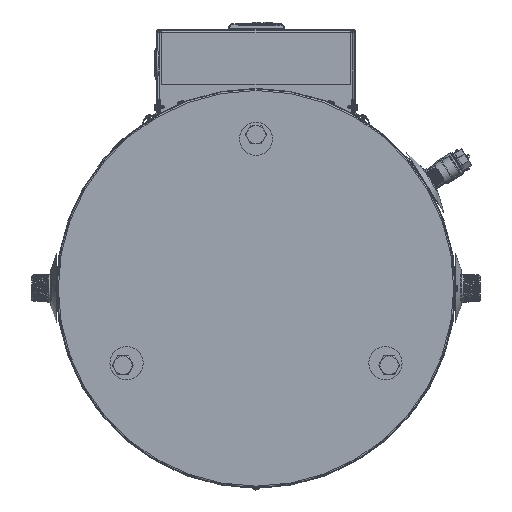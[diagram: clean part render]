
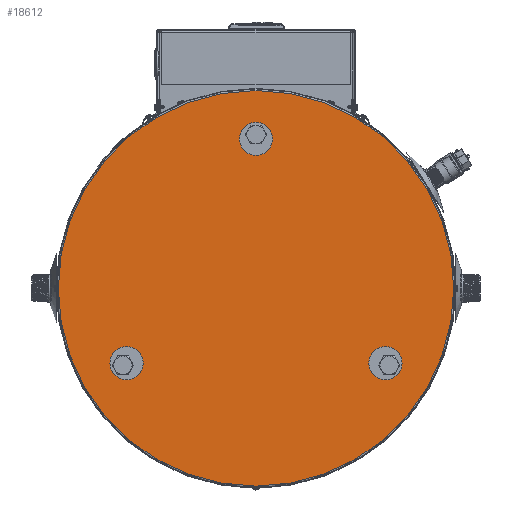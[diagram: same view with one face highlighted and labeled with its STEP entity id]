
A CAD part, front view. The second image highlights one B-rep face of the part: STEP entity #18612.
In plain terms, the highlighted planar face has unit normal (0, -1, 0).
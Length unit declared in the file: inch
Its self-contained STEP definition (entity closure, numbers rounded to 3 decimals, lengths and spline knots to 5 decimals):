
#4708 = FACE_OUTER_BOUND ( 'NONE', #84415, .T. ) ;
#8911 = CARTESIAN_POINT ( 'NONE',  ( 0., 1.47, 0. ) ) ;
#18612 = ADVANCED_FACE ( 'NONE', ( #51755, #61349, #117219, #4708 ), #85604, .F. ) ;
#18685 = AXIS2_PLACEMENT_3D ( 'NONE', #8911, #110350, #54485 ) ;
#23061 = CIRCLE ( 'NONE', #18685, 11.905 ) ;
#27002 = CARTESIAN_POINT ( 'NONE',  ( -8.79423, 1.47, -4.5 ) ) ;
#28384 = AXIS2_PLACEMENT_3D ( 'NONE', #104559, #59030, #47972 ) ;
#40206 = VERTEX_POINT ( 'NONE', #27002 ) ;
#42047 = VERTEX_POINT ( 'NONE', #131677 ) ;
#47972 = DIRECTION ( 'NONE',  ( -1., 0., 0. ) ) ;
#51688 = CIRCLE ( 'NONE', #124412, 1. ) ;
#51755 = FACE_BOUND ( 'NONE', #134949, .T. ) ;
#51955 = ORIENTED_EDGE ( 'NONE', *, *, #144442, .T. ) ;
#54422 = DIRECTION ( 'NONE',  ( -1., 0., 0. ) ) ;
#54485 = DIRECTION ( 'NONE',  ( 1., 0., 0. ) ) ;
#57840 = EDGE_CURVE ( 'NONE', #40206, #40206, #91879, .T. ) ;
#59030 = DIRECTION ( 'NONE',  ( 0., 1., 0. ) ) ;
#60294 = EDGE_LOOP ( 'NONE', ( #118817 ) ) ;
#61120 = CIRCLE ( 'NONE', #94024, 1. ) ;
#61349 = FACE_BOUND ( 'NONE', #60294, .T. ) ;
#65200 = ORIENTED_EDGE ( 'NONE', *, *, #87205, .T. ) ;
#76409 = VERTEX_POINT ( 'NONE', #135152 ) ;
#76449 = CARTESIAN_POINT ( 'NONE',  ( 0., 1.47, 9. ) ) ;
#83413 = DIRECTION ( 'NONE',  ( 0., 1., 0. ) ) ;
#84415 = EDGE_LOOP ( 'NONE', ( #51955 ) ) ;
#84953 = AXIS2_PLACEMENT_3D ( 'NONE', #128213, #83413, #140655 ) ;
#85604 = PLANE ( 'NONE',  #84953 ) ;
#87205 = EDGE_CURVE ( 'NONE', #42047, #42047, #51688, .T. ) ;
#91879 = CIRCLE ( 'NONE', #28384, 1. ) ;
#94024 = AXIS2_PLACEMENT_3D ( 'NONE', #76449, #110290, #54422 ) ;
#99597 = VERTEX_POINT ( 'NONE', #143682 ) ;
#100713 = CARTESIAN_POINT ( 'NONE',  ( 7.79423, 1.47, -4.5 ) ) ;
#104559 = CARTESIAN_POINT ( 'NONE',  ( -7.79423, 1.47, -4.5 ) ) ;
#110290 = DIRECTION ( 'NONE',  ( 0., 1., 0. ) ) ;
#110350 = DIRECTION ( 'NONE',  ( 0., -1., 0. ) ) ;
#111070 = DIRECTION ( 'NONE',  ( -1., 0., 0. ) ) ;
#117219 = FACE_BOUND ( 'NONE', #134877, .T. ) ;
#118817 = ORIENTED_EDGE ( 'NONE', *, *, #57840, .T. ) ;
#122101 = DIRECTION ( 'NONE',  ( 0., 1., 0. ) ) ;
#124412 = AXIS2_PLACEMENT_3D ( 'NONE', #100713, #122101, #111070 ) ;
#128213 = CARTESIAN_POINT ( 'NONE',  ( 0., 1.47, 0. ) ) ;
#131677 = CARTESIAN_POINT ( 'NONE',  ( 6.79423, 1.47, -4.5 ) ) ;
#132988 = ORIENTED_EDGE ( 'NONE', *, *, #136193, .T. ) ;
#134877 = EDGE_LOOP ( 'NONE', ( #132988 ) ) ;
#134949 = EDGE_LOOP ( 'NONE', ( #65200 ) ) ;
#135152 = CARTESIAN_POINT ( 'NONE',  ( -1., 1.47, 9. ) ) ;
#136193 = EDGE_CURVE ( 'NONE', #76409, #76409, #61120, .T. ) ;
#140655 = DIRECTION ( 'NONE',  ( -1., 0., 0. ) ) ;
#143682 = CARTESIAN_POINT ( 'NONE',  ( 11.905, 1.47, 0. ) ) ;
#144442 = EDGE_CURVE ( 'NONE', #99597, #99597, #23061, .T. ) ;
